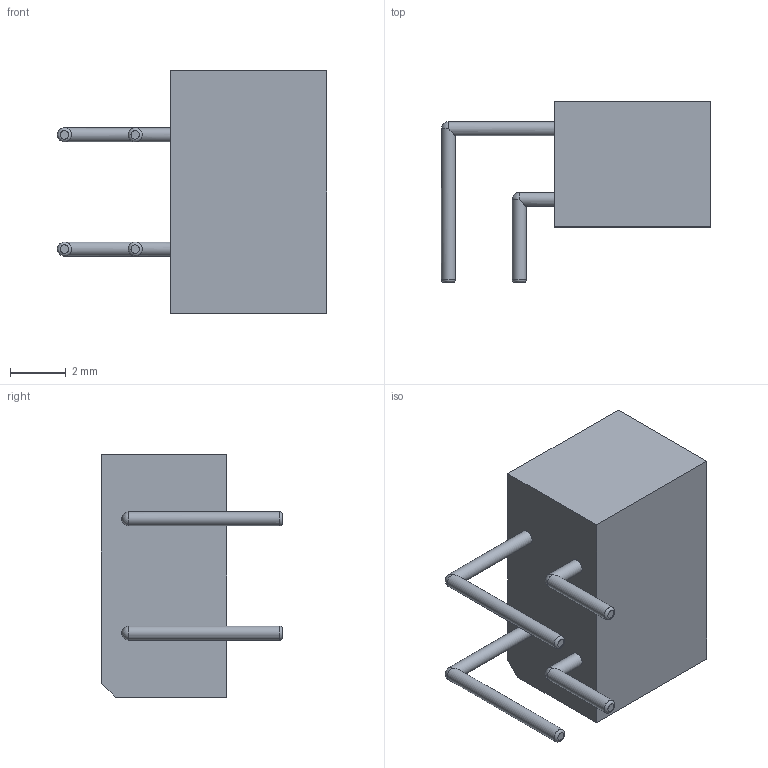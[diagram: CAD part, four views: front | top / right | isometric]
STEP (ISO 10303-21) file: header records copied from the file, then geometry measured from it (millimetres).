
FILE_DESCRIPTION(/* description */ (''),/* implementation_level */ '2;1');
FILE_NAME(/* name */ 'LBR-127HLD.stp',/* time_stamp */ '2020-02-10T01:49:00+09:00',/* author */ ('kulal'),/* organization */ (''),/* preprocessor_version */ 'ST-DEVELOPER v18',/* originating_system */ 'Autodesk Inventor 2020',/* authorisation */ '');
FILE_SCHEMA (('AUTOMOTIVE_DESIGN { 1 0 10303 214 3 1 1 }'));
Length unit declared in the file: millimetre
Products named in the file (1): Part2
Bounding box: 9.66 x 6.5 x 8.7 mm (x, y, z)
Volume: 171.8 mm3; surface area: 425.3 mm2
Topology: 1 solids, 1 shells, 41 faces, 109 edges, 76 vertices
Faces by surface type: plane 21, cylinder 10, sphere 6, torus 4
Full cylindrical faces by diameter (mm): 0.5 x8, 3 x2
Entity records: 1434 total; most frequent: DIRECTION 249, CARTESIAN_POINT 225, ORIENTED_EDGE 214, EDGE_CURVE 107, AXIS2_PLACEMENT_3D 100, VERTEX_POINT 76, CIRCLE 50, LINE 49
